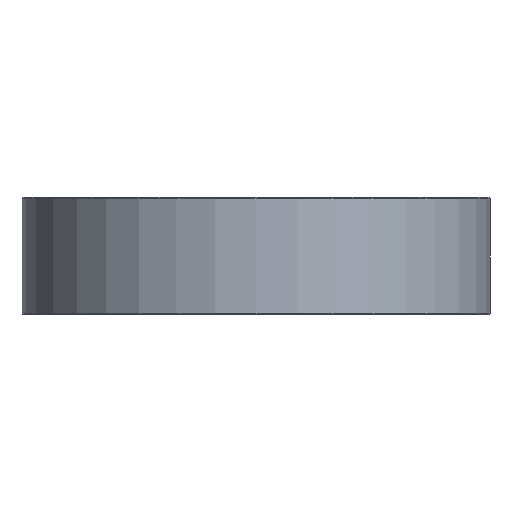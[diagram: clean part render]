
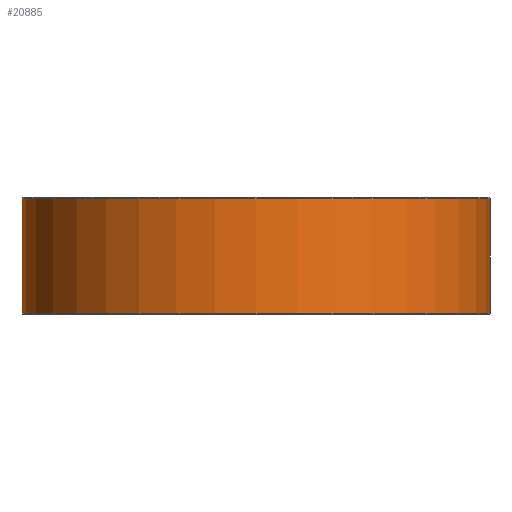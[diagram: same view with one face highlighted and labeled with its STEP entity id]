
A CAD part, front view. The second image highlights one B-rep face of the part: STEP entity #20885.
In plain terms, the highlighted cylindrical face has radius 50.8 mm (diameter 101.6 mm), a partial arc.
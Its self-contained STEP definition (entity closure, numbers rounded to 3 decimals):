
#106 = CARTESIAN_POINT ( 'NONE',  ( 50.8, 0., -0.254 ) ) ;
#659 = ORIENTED_EDGE ( 'NONE', *, *, #6561, .F. ) ;
#1425 = AXIS2_PLACEMENT_3D ( 'NONE', #6930, #8323, #17965 ) ;
#1893 = EDGE_LOOP ( 'NONE', ( #659, #16035, #12756, #8426 ) ) ;
#2603 = DIRECTION ( 'NONE',  ( 1., 0., 0. ) ) ;
#2806 = CIRCLE ( 'NONE', #9284, 50.8 ) ;
#3313 = CYLINDRICAL_SURFACE ( 'NONE', #1425, 50.8 ) ;
#3701 = DIRECTION ( 'NONE',  ( 0., 0., -1. ) ) ;
#4657 = CIRCLE ( 'NONE', #16950, 50.8 ) ;
#4766 = LINE ( 'NONE', #6356, #20403 ) ;
#5262 = DIRECTION ( 'NONE',  ( 0., 0., -1. ) ) ;
#5611 = EDGE_CURVE ( 'NONE', #11229, #15029, #4657, .T. ) ;
#5814 = CARTESIAN_POINT ( 'NONE',  ( 0., 0., -25.146 ) ) ;
#5819 = CARTESIAN_POINT ( 'NONE',  ( -50.8, 0., -25.146 ) ) ;
#6083 = CARTESIAN_POINT ( 'NONE',  ( -50.8, 0., -0.254 ) ) ;
#6356 = CARTESIAN_POINT ( 'NONE',  ( 50.8, 0., 29.796 ) ) ;
#6561 = EDGE_CURVE ( 'NONE', #7810, #15029, #4766, .T. ) ;
#6930 = CARTESIAN_POINT ( 'NONE',  ( 0., 0., 29.796 ) ) ;
#7810 = VERTEX_POINT ( 'NONE', #106 ) ;
#8216 = FACE_OUTER_BOUND ( 'NONE', #1893, .T. ) ;
#8323 = DIRECTION ( 'NONE',  ( 0., 0., -1. ) ) ;
#8426 = ORIENTED_EDGE ( 'NONE', *, *, #5611, .T. ) ;
#9284 = AXIS2_PLACEMENT_3D ( 'NONE', #15135, #3701, #16855 ) ;
#11229 = VERTEX_POINT ( 'NONE', #5819 ) ;
#12328 = VECTOR ( 'NONE', #5262, 1000. ) ;
#12753 = VERTEX_POINT ( 'NONE', #6083 ) ;
#12756 = ORIENTED_EDGE ( 'NONE', *, *, #16817, .T. ) ;
#12897 = DIRECTION ( 'NONE',  ( 0., 0., -1. ) ) ;
#15029 = VERTEX_POINT ( 'NONE', #17207 ) ;
#15135 = CARTESIAN_POINT ( 'NONE',  ( 0., 0., -0.254 ) ) ;
#16035 = ORIENTED_EDGE ( 'NONE', *, *, #20370, .T. ) ;
#16817 = EDGE_CURVE ( 'NONE', #12753, #11229, #19926, .T. ) ;
#16855 = DIRECTION ( 'NONE',  ( -1., 0., 0. ) ) ;
#16950 = AXIS2_PLACEMENT_3D ( 'NONE', #5814, #17270, #2603 ) ;
#17207 = CARTESIAN_POINT ( 'NONE',  ( 50.8, 0., -25.146 ) ) ;
#17270 = DIRECTION ( 'NONE',  ( 0., 0., 1. ) ) ;
#17965 = DIRECTION ( 'NONE',  ( -1., 0., 0. ) ) ;
#19926 = LINE ( 'NONE', #20024, #12328 ) ;
#20024 = CARTESIAN_POINT ( 'NONE',  ( -50.8, 0., 29.796 ) ) ;
#20370 = EDGE_CURVE ( 'NONE', #7810, #12753, #2806, .T. ) ;
#20403 = VECTOR ( 'NONE', #12897, 1000. ) ;
#20885 = ADVANCED_FACE ( 'NONE', ( #8216 ), #3313, .T. ) ;
